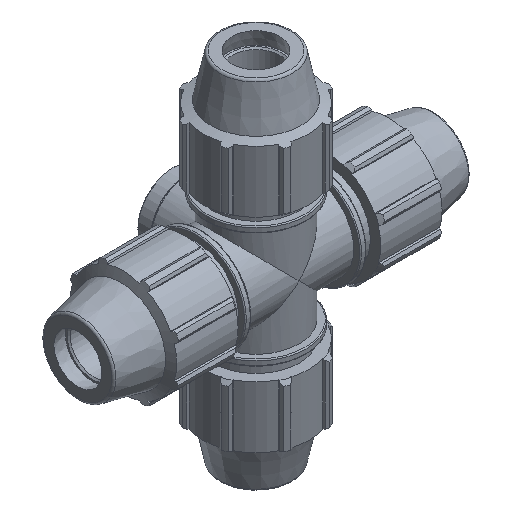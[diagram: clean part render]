
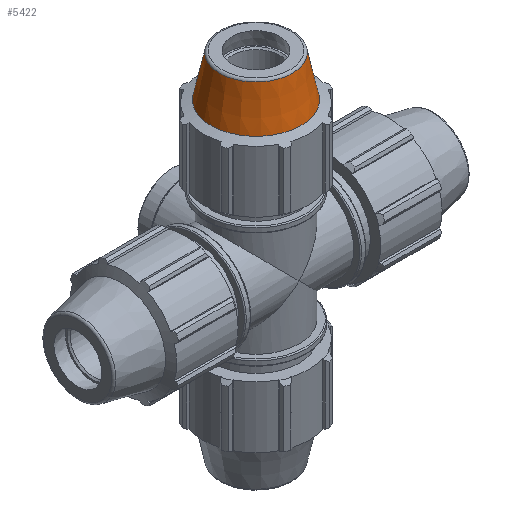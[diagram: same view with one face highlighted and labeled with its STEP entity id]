
A CAD part, isometric view. The second image highlights one B-rep face of the part: STEP entity #5422.
In plain terms, the highlighted conical face has half-angle 12 degrees and reference radius 16.9 mm.
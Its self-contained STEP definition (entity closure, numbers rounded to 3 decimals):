
#1087=CONICAL_SURFACE('',#5791,16.9,12.);
#1142=FACE_BOUND('',#1616,.T.);
#1295=FACE_OUTER_BOUND('',#1615,.T.);
#1615=EDGE_LOOP('',(#3807));
#1616=EDGE_LOOP('',(#3808));
#1963=CIRCLE('',#5743,18.801);
#1971=CIRCLE('',#5789,15.168);
#2272=VERTEX_POINT('',#8101);
#2280=VERTEX_POINT('',#8178);
#2837=EDGE_CURVE('',#2272,#2272,#1963,.T.);
#2868=EDGE_CURVE('',#2280,#2280,#1971,.T.);
#3807=ORIENTED_EDGE('',*,*,#2837,.F.);
#3808=ORIENTED_EDGE('',*,*,#2868,.T.);
#5422=ADVANCED_FACE('',(#1295,#1142),#1087,.T.);
#5743=AXIS2_PLACEMENT_3D('',#8102,#6448,#6449);
#5789=AXIS2_PLACEMENT_3D('',#8179,#6563,#6564);
#5791=AXIS2_PLACEMENT_3D('',#8182,#6567,#6568);
#6448=DIRECTION('center_axis',(0.,0.,
-1.));
#6449=DIRECTION('ref_axis',(-1.,0.,0.));
#6563=DIRECTION('center_axis',(0.,0.,
-1.));
#6564=DIRECTION('ref_axis',(0.,-1.,0.));
#6567=DIRECTION('center_axis',(0.,0.,
-1.));
#6568=DIRECTION('ref_axis',(0.,1.,0.));
#8101=CARTESIAN_POINT('',(0.,18.801,56.62));
#8102=CARTESIAN_POINT('Origin',(0.,0.,
56.62));
#8178=CARTESIAN_POINT('',(0.,15.168,73.708));
#8179=CARTESIAN_POINT('Origin',(0.,0.,
73.708));
#8182=CARTESIAN_POINT('Origin',(0.,0.,
65.56));
